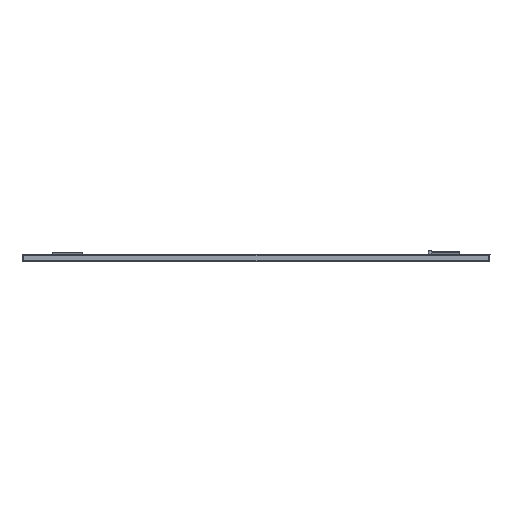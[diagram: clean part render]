
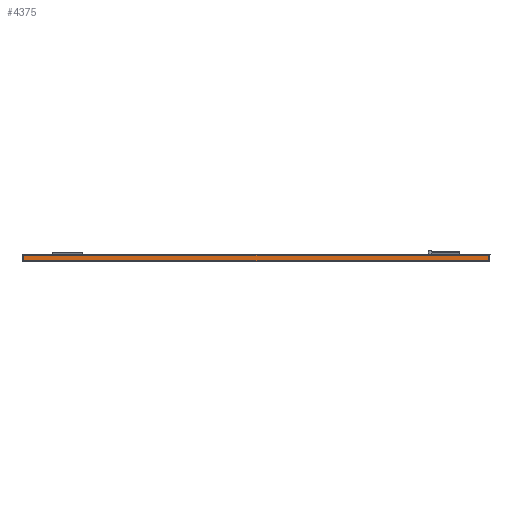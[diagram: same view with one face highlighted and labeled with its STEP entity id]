
A CAD part, left-side view. The second image highlights one B-rep face of the part: STEP entity #4375.
In plain terms, the highlighted planar face has unit normal (-1, 0, 0).
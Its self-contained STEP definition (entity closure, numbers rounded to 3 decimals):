
#451 = EDGE_CURVE ( 'NONE', #4208, #2922, #5539, .T. ) ;
#697 = LINE ( 'NONE', #2340, #4727 ) ;
#860 = AXIS2_PLACEMENT_3D ( 'NONE', #3785, #3847, #2289 ) ;
#1083 = VECTOR ( 'NONE', #1276, 1000. ) ;
#1276 = DIRECTION ( 'NONE',  ( 0., 0., -1. ) ) ;
#1401 = VECTOR ( 'NONE', #1702, 1000. ) ;
#1534 = LINE ( 'NONE', #2853, #1083 ) ;
#1606 = EDGE_LOOP ( 'NONE', ( #2616, #3537, #2717, #2810 ) ) ;
#1636 = PLANE ( 'NONE',  #860 ) ;
#1659 = CARTESIAN_POINT ( 'NONE',  ( -900., 0., 10.6 ) ) ;
#1702 = DIRECTION ( 'NONE',  ( 0., -1., 0. ) ) ;
#1812 = DIRECTION ( 'NONE',  ( 0., -1., 0. ) ) ;
#2289 = DIRECTION ( 'NONE',  ( 0., 0., 1. ) ) ;
#2340 = CARTESIAN_POINT ( 'NONE',  ( -900., 0., -1.4 ) ) ;
#2616 = ORIENTED_EDGE ( 'NONE', *, *, #5518, .T. ) ;
#2717 = ORIENTED_EDGE ( 'NONE', *, *, #4998, .T. ) ;
#2810 = ORIENTED_EDGE ( 'NONE', *, *, #3776, .T. ) ;
#2853 = CARTESIAN_POINT ( 'NONE',  ( -900., 389., 10.6 ) ) ;
#2922 = VERTEX_POINT ( 'NONE', #4144 ) ;
#3043 = VECTOR ( 'NONE', #5373, 1000. ) ;
#3483 = VERTEX_POINT ( 'NONE', #4151 ) ;
#3537 = ORIENTED_EDGE ( 'NONE', *, *, #451, .F. ) ;
#3776 = EDGE_CURVE ( 'NONE', #4522, #3483, #697, .T. ) ;
#3785 = CARTESIAN_POINT ( 'NONE',  ( -900., 0., 10.6 ) ) ;
#3847 = DIRECTION ( 'NONE',  ( 1., 0., 0. ) ) ;
#4144 = CARTESIAN_POINT ( 'NONE',  ( -900., -389., 10.6 ) ) ;
#4151 = CARTESIAN_POINT ( 'NONE',  ( -900., -389., -1.4 ) ) ;
#4208 = VERTEX_POINT ( 'NONE', #6417 ) ;
#4375 = ADVANCED_FACE ( 'NONE', ( #4917 ), #1636, .F. ) ;
#4522 = VERTEX_POINT ( 'NONE', #6941 ) ;
#4727 = VECTOR ( 'NONE', #1812, 1000. ) ;
#4917 = FACE_OUTER_BOUND ( 'NONE', #1606, .T. ) ;
#4998 = EDGE_CURVE ( 'NONE', #4208, #4522, #1534, .T. ) ;
#5373 = DIRECTION ( 'NONE',  ( 0., 0., 1. ) ) ;
#5407 = LINE ( 'NONE', #6686, #3043 ) ;
#5518 = EDGE_CURVE ( 'NONE', #3483, #2922, #5407, .T. ) ;
#5539 = LINE ( 'NONE', #1659, #1401 ) ;
#6417 = CARTESIAN_POINT ( 'NONE',  ( -900., 389., 10.6 ) ) ;
#6686 = CARTESIAN_POINT ( 'NONE',  ( -900., -389., 10.6 ) ) ;
#6941 = CARTESIAN_POINT ( 'NONE',  ( -900., 389., -1.4 ) ) ;
